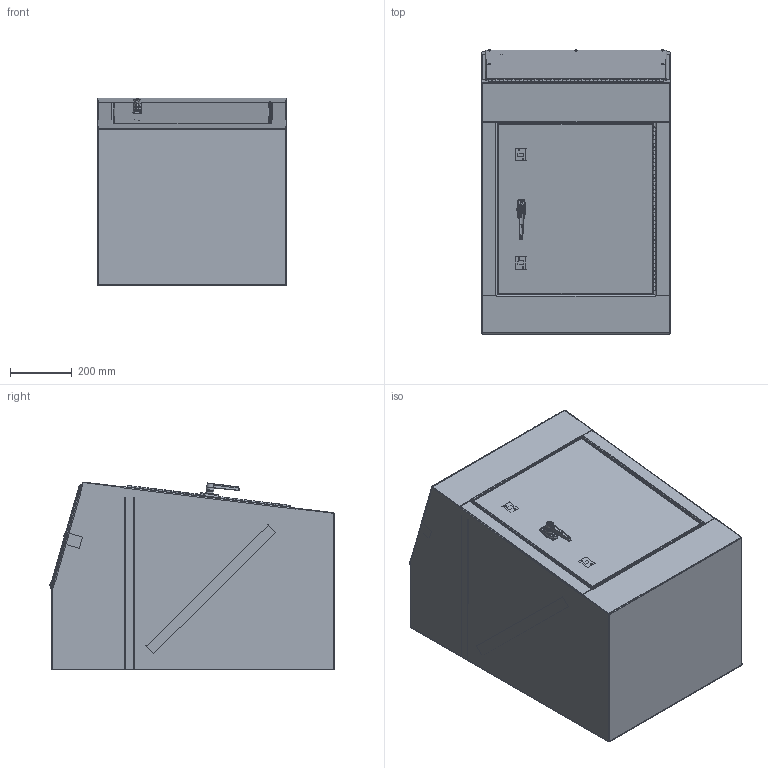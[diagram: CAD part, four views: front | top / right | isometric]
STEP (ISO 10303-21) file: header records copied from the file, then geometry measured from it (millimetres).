
FILE_DESCRIPTION (( 'STEP AP214' ), '1' );
FILE_NAME ('WC1224B.STEP', '2020-03-02T18:53:58', ( '' ), ( '' ), 'SwSTEP 2.0', 'SolidWorks 2019', '' );
FILE_SCHEMA (( 'AUTOMOTIVE_DESIGN' ));
Length unit declared in the file: inch
Products named in the file (1): WC1224B
Bounding box: 612.77 x 923.99 x 611.14 mm (x, y, z)
Volume: 7358278.9 mm3; surface area: 7492886 mm2
Topology: 77 solids, 125 shells, 2661 faces, 6817 edges, 4450 vertices
Faces by surface type: plane 1502, cylinder 731, bspline 307, cone 119, torus 2
Full cylindrical faces by diameter (mm): 3.175 x2, 3.302 x1, 3.505 x87, 3.962 x5, 4 x3, 4.039 x2, 4.254 x5, 4.978 x5, 5.08 x4, 5.556 x2, 5.69 x4, 6.128 x2, 6.172 x2, 6.299 x5, 6.337 x6, 6.35 x13, 6.528 x5, 7.023 x16, 7.061 x5, 7.144 x2, 7.798 x6, 7.937 x9, 7.938 x3, 8.382 x16, 9.525 x2, 10.16 x4, 10.312 x5, 11.113 x2, 11.506 x5, 12.65 x1
Entity records: 136028 total; most frequent: CARTESIAN_POINT 39772, ORIENTED_EDGE 12750, DIRECTION 11242, EDGE_CURVE 6375, VERTEX_POINT 4365, AXIS2_PLACEMENT_3D 3832, LINE 3578, VECTOR 3578
